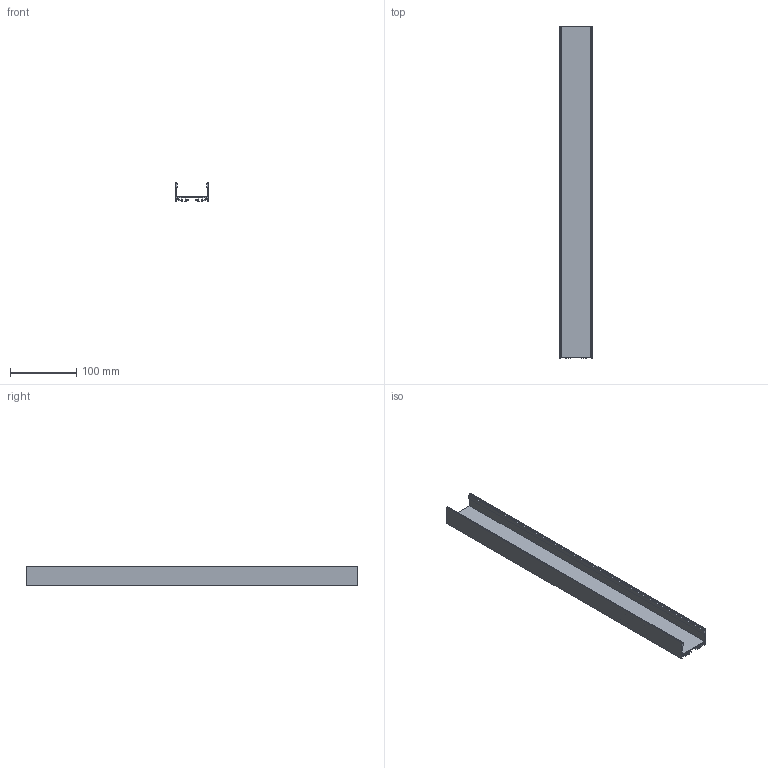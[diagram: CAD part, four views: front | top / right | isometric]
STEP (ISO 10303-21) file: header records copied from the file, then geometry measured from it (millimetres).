
FILE_DESCRIPTION(/* description */ (''),/* implementation_level */ '2;1');
FILE_NAME(/* name */ '',/* time_stamp */ '2023-02-04T18:48:13+03:00',/* author */ (''),/* organization */ (''),/* preprocessor_version */ 'ST-DEVELOPER v19.2',/* originating_system */ 'Autodesk Translation Framework v11.17.0.187',/* authorisation */ '');
FILE_SCHEMA (('AUTOMOTIVE_DESIGN { 1 0 10303 214 3 1 1 }'));
Length unit declared in the file: millimetre
Products named in the file (1): Oda Lambası - Aliminyum Gövde
Bounding box: 51 x 500 x 30 mm (x, y, z)
Volume: 121593.9 mm3; surface area: 159725.1 mm2
Topology: 1 solids, 1 shells, 66 faces, 192 edges, 128 vertices
Faces by surface type: plane 64, cylinder 2
Entity records: 2173 total; most frequent: CARTESIAN_POINT 387, ORIENTED_EDGE 384, DIRECTION 330, EDGE_CURVE 192, LINE 188, VECTOR 188, VERTEX_POINT 128, AXIS2_PLACEMENT_3D 71
